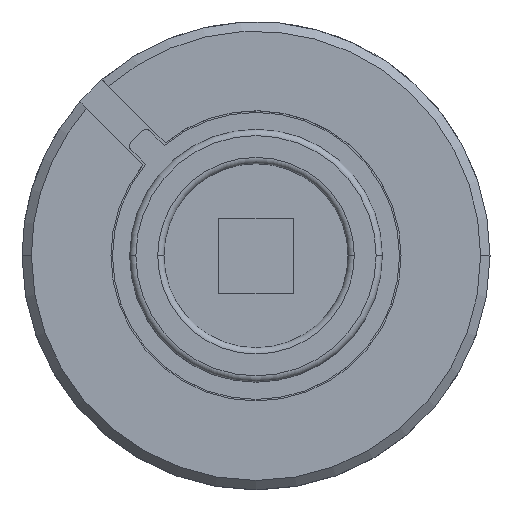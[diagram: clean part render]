
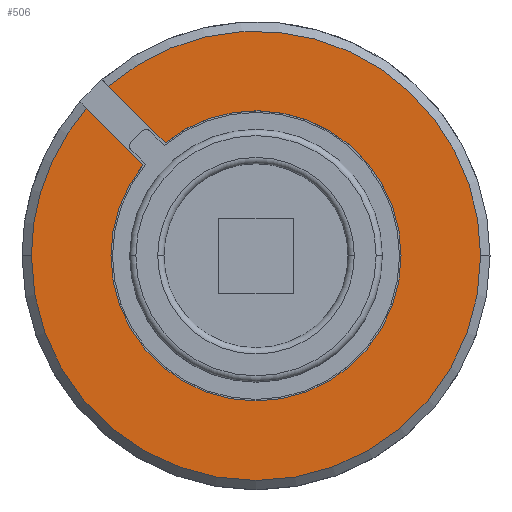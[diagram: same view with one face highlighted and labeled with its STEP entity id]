
A CAD part, top view. The second image highlights one B-rep face of the part: STEP entity #506.
In plain terms, the highlighted face is planar.
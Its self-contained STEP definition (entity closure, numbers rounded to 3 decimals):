
#76=CARTESIAN_POINT('',(0.,0.,0.));
#77=DIRECTION('',(-1.,0.,0.));
#78=DIRECTION('',(0.,0.656,-0.755));
#79=AXIS2_PLACEMENT_3D('',#76,#77,#78);
#81=DIRECTION('',(0.,0.707,-0.707));
#82=VECTOR('',#81,2.56);
#83=CARTESIAN_POINT('',(0.,2.915,-3.623));
#84=LINE('',#83,#82);
#85=CARTESIAN_POINT('',(0.,0.,0.));
#86=DIRECTION('',(1.,0.,0.));
#87=DIRECTION('',(0.,0.,-1.));
#88=AXIS2_PLACEMENT_3D('',#85,#86,#87);
#90=CARTESIAN_POINT('',(0.,0.,0.));
#91=DIRECTION('',(1.,0.,0.));
#92=DIRECTION('',(0.,0.,1.));
#93=AXIS2_PLACEMENT_3D('',#90,#91,#92);
#95=CARTESIAN_POINT('',(0.,0.,0.));
#96=DIRECTION('',(1.,0.,0.));
#97=DIRECTION('',(0.,0.779,-0.627));
#98=AXIS2_PLACEMENT_3D('',#95,#96,#97);
#100=DIRECTION('',(0.,-0.707,0.707));
#101=VECTOR('',#100,2.56);
#102=CARTESIAN_POINT('',(0.,5.432,-4.725));
#103=LINE('',#102,#101);
#104=CARTESIAN_POINT('',(0.,0.,0.));
#105=DIRECTION('',(-1.,0.,0.));
#106=DIRECTION('',(0.,0.,1.));
#107=AXIS2_PLACEMENT_3D('',#104,#105,#106);
#109=CARTESIAN_POINT('',(0.,0.,0.));
#110=DIRECTION('',(-1.,0.,0.));
#111=DIRECTION('',(0.,0.,-1.));
#112=AXIS2_PLACEMENT_3D('',#109,#110,#111);
#294=CARTESIAN_POINT('',(0.,5.432,-4.725));
#295=CARTESIAN_POINT('',(0.,3.623,-2.915));
#296=VERTEX_POINT('',#294);
#297=VERTEX_POINT('',#295);
#298=CARTESIAN_POINT('',(0.,4.725,-5.432));
#299=CARTESIAN_POINT('',(0.,0.,-7.2));
#300=VERTEX_POINT('',#298);
#301=VERTEX_POINT('',#299);
#313=CARTESIAN_POINT('',(0.,2.915,-3.623));
#315=VERTEX_POINT('',#313);
#316=CARTESIAN_POINT('',(0.,0.,-4.65));
#318=VERTEX_POINT('',#316);
#348=CARTESIAN_POINT('',(0.,0.,4.65));
#350=VERTEX_POINT('',#348);
#360=CARTESIAN_POINT('',(0.,0.,7.2));
#361=VERTEX_POINT('',#360);
#485=CARTESIAN_POINT('',(0.,7.5,0.));
#486=DIRECTION('',(1.,0.,0.));
#487=DIRECTION('',(0.,0.,-1.));
#488=AXIS2_PLACEMENT_3D('',#485,#486,#487);
#489=PLANE('',#488);
#491=ORIENTED_EDGE('',*,*,#490,.F.);
#493=ORIENTED_EDGE('',*,*,#492,.F.);
#495=ORIENTED_EDGE('',*,*,#494,.F.);
#497=ORIENTED_EDGE('',*,*,#496,.F.);
#499=ORIENTED_EDGE('',*,*,#498,.F.);
#501=ORIENTED_EDGE('',*,*,#500,.F.);
#502=ORIENTED_EDGE('',*,*,#476,.F.);
#503=ORIENTED_EDGE('',*,*,#466,.F.);
#504=EDGE_LOOP('',(#491,#493,#495,#497,#499,#501,#502,#503));
#505=FACE_OUTER_BOUND('',#504,.F.);
#506=ADVANCED_FACE('',(#505),#489,.F.);
#80=CIRCLE('',#79,7.2);
#89=CIRCLE('',#88,4.65);
#94=CIRCLE('',#93,4.65);
#99=CIRCLE('',#98,4.65);
#108=CIRCLE('',#107,7.2);
#113=CIRCLE('',#112,7.2);
#466=EDGE_CURVE('',#301,#361,#113,.T.);
#476=EDGE_CURVE('',#361,#296,#108,.T.);
#490=EDGE_CURVE('',#300,#301,#80,.T.);
#492=EDGE_CURVE('',#315,#300,#84,.T.);
#494=EDGE_CURVE('',#318,#315,#89,.T.);
#496=EDGE_CURVE('',#350,#318,#94,.T.);
#498=EDGE_CURVE('',#297,#350,#99,.T.);
#500=EDGE_CURVE('',#296,#297,#103,.T.);
